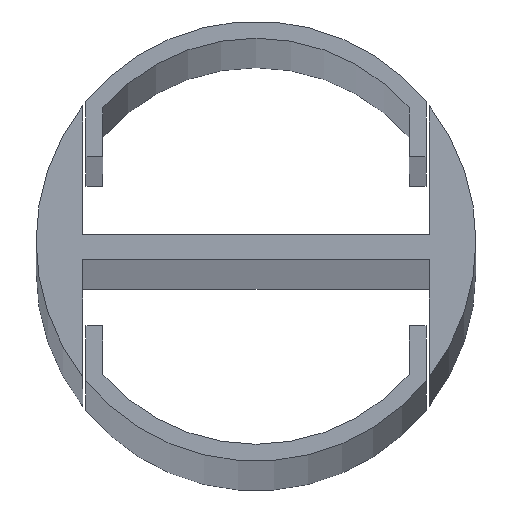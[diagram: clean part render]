
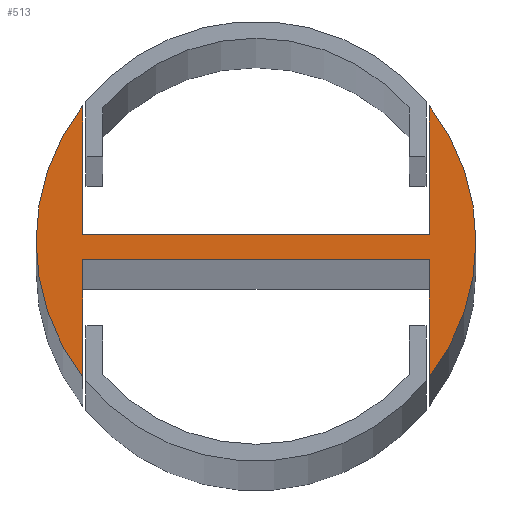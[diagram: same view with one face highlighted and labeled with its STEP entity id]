
A CAD part, top view. The second image highlights one B-rep face of the part: STEP entity #513.
In plain terms, the highlighted planar face has unit normal (0, 0, 1).
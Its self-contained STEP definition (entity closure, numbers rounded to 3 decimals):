
#25=PLANE('',#563);
#51=FACE_OUTER_BOUND('',#81,.T.);
#81=EDGE_LOOP('',(#387,#388,#389,#390,#391,#392,#393,#394));
#106=LINE('',#753,#166);
#109=LINE('',#759,#169);
#112=LINE('',#765,#172);
#116=LINE('',#777,#176);
#119=LINE('',#783,#179);
#122=LINE('',#787,#182);
#166=VECTOR('',#606,10.);
#169=VECTOR('',#611,10.);
#172=VECTOR('',#616,10.);
#176=VECTOR('',#628,10.);
#179=VECTOR('',#633,10.);
#182=VECTOR('',#638,10.);
#224=CIRCLE('',#553,13.);
#226=CIRCLE('',#559,13.);
#237=VERTEX_POINT('',#744);
#238=VERTEX_POINT('',#746);
#240=VERTEX_POINT('',#752);
#242=VERTEX_POINT('',#758);
#244=VERTEX_POINT('',#764);
#246=VERTEX_POINT('',#770);
#248=VERTEX_POINT('',#776);
#250=VERTEX_POINT('',#782);
#285=EDGE_CURVE('',#238,#237,#224,.T.);
#288=EDGE_CURVE('',#240,#238,#106,.T.);
#291=EDGE_CURVE('',#242,#240,#109,.T.);
#294=EDGE_CURVE('',#244,#242,#112,.T.);
#297=EDGE_CURVE('',#246,#244,#226,.T.);
#300=EDGE_CURVE('',#248,#246,#116,.T.);
#303=EDGE_CURVE('',#250,#248,#119,.T.);
#306=EDGE_CURVE('',#237,#250,#122,.T.);
#387=ORIENTED_EDGE('',*,*,#306,.T.);
#388=ORIENTED_EDGE('',*,*,#303,.T.);
#389=ORIENTED_EDGE('',*,*,#300,.T.);
#390=ORIENTED_EDGE('',*,*,#297,.T.);
#391=ORIENTED_EDGE('',*,*,#294,.T.);
#392=ORIENTED_EDGE('',*,*,#291,.T.);
#393=ORIENTED_EDGE('',*,*,#288,.T.);
#394=ORIENTED_EDGE('',*,*,#285,.T.);
#513=ADVANCED_FACE('',(#51),#25,.T.);
#553=AXIS2_PLACEMENT_3D('',#747,#600,#601);
#559=AXIS2_PLACEMENT_3D('',#771,#622,#623);
#563=AXIS2_PLACEMENT_3D('',#788,#639,#640);
#600=DIRECTION('center_axis',(0.,0.,1.));
#601=DIRECTION('ref_axis',(-0.788,0.615,0.));
#606=DIRECTION('',(0.,1.,0.));
#611=DIRECTION('',(-1.,0.,0.));
#616=DIRECTION('',(0.,-1.,0.));
#622=DIRECTION('center_axis',(0.,0.,1.));
#623=DIRECTION('ref_axis',(0.788,-0.615,0.));
#628=DIRECTION('',(0.,-1.,0.));
#633=DIRECTION('',(1.,0.,0.));
#638=DIRECTION('',(0.,1.,0.));
#639=DIRECTION('center_axis',(0.,0.,1.));
#640=DIRECTION('ref_axis',(1.,0.,0.));
#744=CARTESIAN_POINT('',(-10.25,-7.996,1000.));
#746=CARTESIAN_POINT('',(-10.25,7.996,1000.));
#747=CARTESIAN_POINT('Origin',(0.,0.,1000.));
#752=CARTESIAN_POINT('',(-10.25,0.406,1000.));
#753=CARTESIAN_POINT('',(-10.25,0.406,1000.));
#758=CARTESIAN_POINT('',(10.25,0.406,1000.));
#759=CARTESIAN_POINT('',(10.25,0.406,1000.));
#764=CARTESIAN_POINT('',(10.25,7.996,1000.));
#765=CARTESIAN_POINT('',(10.25,7.996,1000.));
#770=CARTESIAN_POINT('',(10.25,-7.996,1000.));
#771=CARTESIAN_POINT('Origin',(0.,0.,1000.));
#776=CARTESIAN_POINT('',(10.25,-1.094,1000.));
#777=CARTESIAN_POINT('',(10.25,-1.094,1000.));
#782=CARTESIAN_POINT('',(-10.25,-1.094,1000.));
#783=CARTESIAN_POINT('',(-10.25,-1.094,1000.));
#787=CARTESIAN_POINT('',(-10.25,-7.996,1000.));
#788=CARTESIAN_POINT('Origin',(0.,0.,
1000.));
